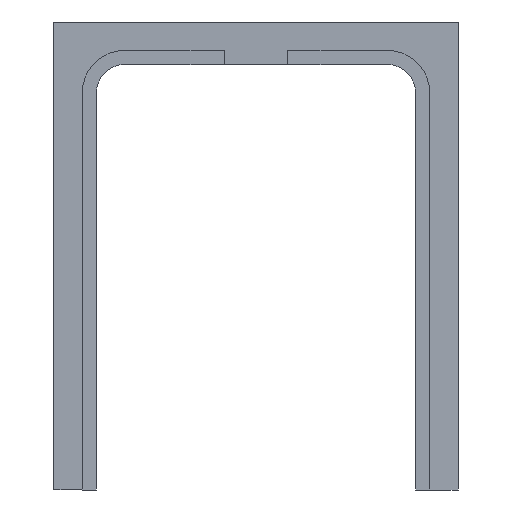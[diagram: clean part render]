
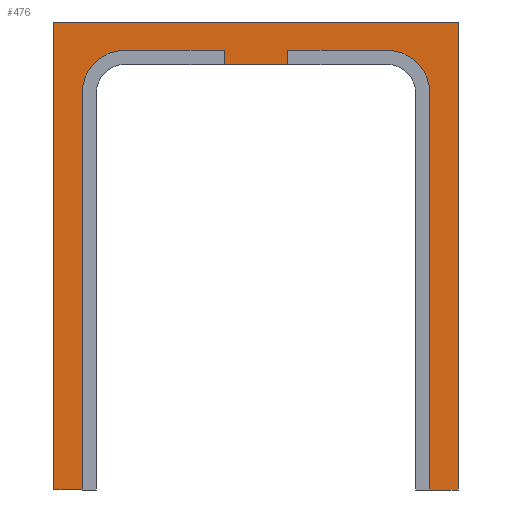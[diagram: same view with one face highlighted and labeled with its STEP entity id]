
A CAD part, front view. The second image highlights one B-rep face of the part: STEP entity #476.
In plain terms, the highlighted planar face has unit normal (0, -1, 0).
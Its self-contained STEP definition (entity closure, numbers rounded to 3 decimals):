
#22=CIRCLE('',#504,6.);
#24=CIRCLE('',#509,6.);
#42=FACE_OUTER_BOUND('',#67,.T.);
#67=EDGE_LOOP('',(#382,#383,#384,#385,#386,#387,#388,#389,#390,#391,#392,
#393,#394,#395,#396));
#79=LINE('',#656,#138);
#82=LINE('',#662,#141);
#85=LINE('',#668,#144);
#88=LINE('',#674,#147);
#90=LINE('',#678,#149);
#100=LINE('',#703,#159);
#104=LINE('',#711,#163);
#112=LINE('',#728,#171);
#117=LINE('',#741,#176);
#118=LINE('',#744,#177);
#119=LINE('',#748,#178);
#120=LINE('',#750,#179);
#121=LINE('',#751,#180);
#138=VECTOR('',#527,10.);
#141=VECTOR('',#532,10.);
#144=VECTOR('',#537,10.);
#147=VECTOR('',#542,10.);
#149=VECTOR('',#546,10.);
#159=VECTOR('',#564,10.);
#163=VECTOR('',#570,10.);
#171=VECTOR('',#588,10.);
#176=VECTOR('',#603,10.);
#177=VECTOR('',#606,10.);
#178=VECTOR('',#609,10.);
#179=VECTOR('',#610,10.);
#180=VECTOR('',#611,10.);
#197=VERTEX_POINT('',#653);
#198=VERTEX_POINT('',#655);
#200=VERTEX_POINT('',#661);
#202=VERTEX_POINT('',#667);
#204=VERTEX_POINT('',#673);
#205=VERTEX_POINT('',#677);
#215=VERTEX_POINT('',#701);
#216=VERTEX_POINT('',#702);
#219=VERTEX_POINT('',#710);
#223=VERTEX_POINT('',#727);
#226=VERTEX_POINT('',#739);
#227=VERTEX_POINT('',#743);
#228=VERTEX_POINT('',#745);
#229=VERTEX_POINT('',#747);
#230=VERTEX_POINT('',#749);
#241=EDGE_CURVE('',#198,#197,#79,.T.);
#244=EDGE_CURVE('',#200,#198,#82,.T.);
#247=EDGE_CURVE('',#202,#200,#85,.T.);
#250=EDGE_CURVE('',#204,#202,#88,.T.);
#252=EDGE_CURVE('',#205,#204,#90,.T.);
#264=EDGE_CURVE('',#215,#216,#100,.T.);
#268=EDGE_CURVE('',#205,#219,#104,.T.);
#277=EDGE_CURVE('',#223,#215,#112,.T.);
#280=EDGE_CURVE('',#223,#219,#22,.T.);
#284=EDGE_CURVE('',#226,#197,#117,.T.);
#285=EDGE_CURVE('',#227,#226,#118,.T.);
#286=EDGE_CURVE('',#227,#228,#24,.T.);
#287=EDGE_CURVE('',#229,#228,#119,.T.);
#288=EDGE_CURVE('',#230,#229,#120,.T.);
#289=EDGE_CURVE('',#216,#230,#121,.T.);
#382=ORIENTED_EDGE('',*,*,#241,.T.);
#383=ORIENTED_EDGE('',*,*,#284,.F.);
#384=ORIENTED_EDGE('',*,*,#285,.F.);
#385=ORIENTED_EDGE('',*,*,#286,.T.);
#386=ORIENTED_EDGE('',*,*,#287,.F.);
#387=ORIENTED_EDGE('',*,*,#288,.F.);
#388=ORIENTED_EDGE('',*,*,#289,.F.);
#389=ORIENTED_EDGE('',*,*,#264,.F.);
#390=ORIENTED_EDGE('',*,*,#277,.F.);
#391=ORIENTED_EDGE('',*,*,#280,.T.);
#392=ORIENTED_EDGE('',*,*,#268,.F.);
#393=ORIENTED_EDGE('',*,*,#252,.T.);
#394=ORIENTED_EDGE('',*,*,#250,.T.);
#395=ORIENTED_EDGE('',*,*,#247,.T.);
#396=ORIENTED_EDGE('',*,*,#244,.T.);
#453=PLANE('',#508);
#476=ADVANCED_FACE('',(#42),#453,.F.);
#504=AXIS2_PLACEMENT_3D('',#733,#593,#594);
#508=AXIS2_PLACEMENT_3D('',#742,#604,#605);
#509=AXIS2_PLACEMENT_3D('',#746,#607,#608);
#527=DIRECTION('',(0.,0.,-1.));
#532=DIRECTION('',(0.,0.,-1.));
#537=DIRECTION('',(-1.,0.,0.));
#542=DIRECTION('',(0.,0.,1.));
#546=DIRECTION('',(1.,0.,0.));
#564=DIRECTION('',(0.,0.,-1.));
#570=DIRECTION('',(0.,0.,1.));
#588=DIRECTION('',(-1.,0.,0.));
#593=DIRECTION('center_axis',(0.,1.,0.));
#594=DIRECTION('ref_axis',(0.,0.,1.));
#603=DIRECTION('',(-1.,0.,0.));
#604=DIRECTION('center_axis',(0.,1.,0.));
#605=DIRECTION('ref_axis',(-1.,0.,0.));
#606=DIRECTION('',(0.,0.,-1.));
#607=DIRECTION('center_axis',(0.,1.,0.));
#608=DIRECTION('ref_axis',(-1.,0.,0.));
#609=DIRECTION('',(-1.,0.,0.));
#610=DIRECTION('',(0.,0.,1.));
#611=DIRECTION('',(-1.,0.,0.));
#653=CARTESIAN_POINT('',(-56.5,-13.588,-65.5));
#655=CARTESIAN_POINT('',(-56.5,-13.588,-64.5));
#656=CARTESIAN_POINT('',(-56.5,-13.588,-48.75));
#661=CARTESIAN_POINT('',(-56.5,-13.588,0.5));
#662=CARTESIAN_POINT('',(-56.5,-13.588,-48.25));
#667=CARTESIAN_POINT('',(0.5,-13.588,0.5));
#668=CARTESIAN_POINT('',(-50.75,-13.588,0.5));
#673=CARTESIAN_POINT('',(0.5,-13.588,-65.5));
#674=CARTESIAN_POINT('',(0.5,-13.588,-15.75));
#677=CARTESIAN_POINT('',(-3.5,-13.588,-65.5));
#678=CARTESIAN_POINT('',(-3.5,-13.588,-65.5));
#701=CARTESIAN_POINT('',(-23.5,-13.588,-3.5));
#702=CARTESIAN_POINT('',(-23.5,-13.588,-5.5));
#703=CARTESIAN_POINT('',(-23.5,-13.588,-4.5));
#710=CARTESIAN_POINT('',(-3.5,-13.588,-9.5));
#711=CARTESIAN_POINT('',(-3.5,-13.588,-65.5));
#727=CARTESIAN_POINT('',(-9.5,-13.588,-3.5));
#728=CARTESIAN_POINT('',(-9.5,-13.588,-3.5));
#733=CARTESIAN_POINT('Origin',(-9.5,-13.588,-9.5));
#739=CARTESIAN_POINT('',(-52.5,-13.588,-65.5));
#741=CARTESIAN_POINT('',(-50.5,-13.588,-65.5));
#742=CARTESIAN_POINT('Origin',(-45.,-13.588,-32.));
#743=CARTESIAN_POINT('',(-52.5,-13.588,-9.5));
#744=CARTESIAN_POINT('',(-52.5,-13.588,-9.5));
#745=CARTESIAN_POINT('',(-46.5,-13.588,-3.5));
#746=CARTESIAN_POINT('Origin',(-46.5,-13.588,-9.5));
#747=CARTESIAN_POINT('',(-32.5,-13.588,-3.5));
#748=CARTESIAN_POINT('',(-32.5,-13.588,-3.5));
#749=CARTESIAN_POINT('',(-32.5,-13.588,-5.5));
#750=CARTESIAN_POINT('',(-32.5,-13.588,-5.5));
#751=CARTESIAN_POINT('',(-23.5,-13.588,-5.5));
